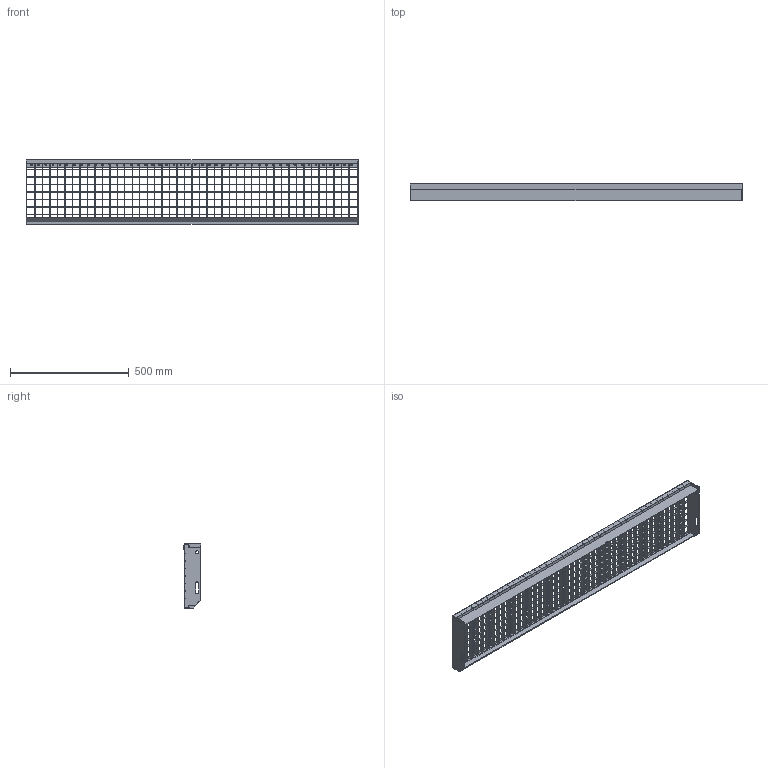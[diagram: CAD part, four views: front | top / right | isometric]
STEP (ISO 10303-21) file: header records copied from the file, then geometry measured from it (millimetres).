
FILE_DESCRIPTION (( 'STEP AP203' ), '1' );
FILE_NAME ('40.1402730.7.step', '2015-10-04T07:12:45', ( '' ), ( '' ), 'SwSTEP 2.0', 'SolidWorks 2015', '' );
FILE_SCHEMA (( 'CONFIG_CONTROL_DESIGN' ));
Length unit declared in the file: millimetre
Products named in the file (1): 40.1402730.7
Bounding box: 1400 x 72.67 x 270 mm (x, y, z)
Volume: 1112967.8 mm3; surface area: 1314027.4 mm2
Topology: 42 solids, 42 shells, 1185 faces, 2963 edges, 1958 vertices
Faces by surface type: plane 723, cylinder 196, cone 186, bspline 80
Entity records: 40452 total; most frequent: CARTESIAN_POINT 11403, ORIENTED_EDGE 5926, DIRECTION 5795, EDGE_CURVE 2963, LINE 2023, VECTOR 2023, VERTEX_POINT 1958, AXIS2_PLACEMENT_3D 1886
